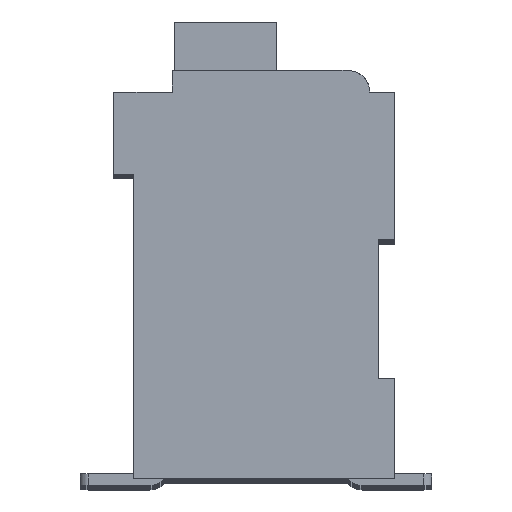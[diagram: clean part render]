
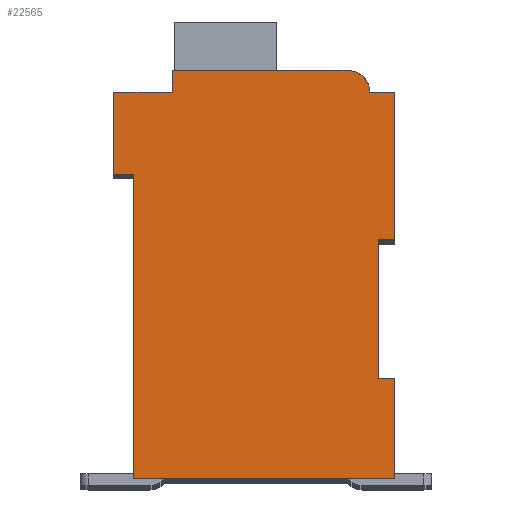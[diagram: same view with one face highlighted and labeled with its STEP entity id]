
A CAD part, top view. The second image highlights one B-rep face of the part: STEP entity #22565.
In plain terms, the highlighted planar face has unit normal (0, 0, 1).
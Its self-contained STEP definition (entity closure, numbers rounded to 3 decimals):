
#5450=DIRECTION('',(1.,0.,0.));
#5451=VECTOR('',#5450,0.5);
#5452=CARTESIAN_POINT('',(7.3,7.15,2.1));
#5453=LINE('',#5452,#5451);
#5454=DIRECTION('',(0.,1.,0.));
#5455=VECTOR('',#5454,4.15);
#5456=CARTESIAN_POINT('',(7.3,3.,2.1));
#5457=LINE('',#5456,#5455);
#5458=DIRECTION('',(-1.,0.,0.));
#5459=VECTOR('',#5458,0.5);
#5460=CARTESIAN_POINT('',(7.8,3.,2.1));
#5461=LINE('',#5460,#5459);
#5462=DIRECTION('',(0.,1.,0.));
#5463=VECTOR('',#5462,3.);
#5464=CARTESIAN_POINT('',(7.8,0.,2.1));
#5465=LINE('',#5464,#5463);
#5466=DIRECTION('',(1.,0.,0.));
#5467=VECTOR('',#5466,7.8);
#5468=CARTESIAN_POINT('',(0.,0.,2.1));
#5469=LINE('',#5468,#5467);
#5470=DIRECTION('',(0.,-1.,0.));
#5471=VECTOR('',#5470,9.1);
#5472=CARTESIAN_POINT('',(0.,9.1,2.1));
#5473=LINE('',#5472,#5471);
#5474=DIRECTION('',(1.,0.,0.));
#5475=VECTOR('',#5474,0.6);
#5476=CARTESIAN_POINT('',(-0.6,9.1,2.1));
#5477=LINE('',#5476,#5475);
#5478=DIRECTION('',(0.,-1.,0.));
#5479=VECTOR('',#5478,2.45);
#5480=CARTESIAN_POINT('',(-0.6,11.55,2.1));
#5481=LINE('',#5480,#5479);
#5482=DIRECTION('',(-1.,0.,0.));
#5483=VECTOR('',#5482,1.75);
#5484=CARTESIAN_POINT('',(1.15,11.55,2.1));
#5485=LINE('',#5484,#5483);
#5486=DIRECTION('',(0.,-1.,0.));
#5487=VECTOR('',#5486,0.65);
#5488=CARTESIAN_POINT('',(1.15,12.2,2.1));
#5489=LINE('',#5488,#5487);
#5490=DIRECTION('',(-1.,0.,0.));
#5491=VECTOR('',#5490,5.25);
#5492=CARTESIAN_POINT('',(6.4,12.2,2.1));
#5493=LINE('',#5492,#5491);
#5494=CARTESIAN_POINT('',(6.4,11.55,2.1));
#5495=DIRECTION('',(0.,0.,1.));
#5496=DIRECTION('',(1.,0.,0.));
#5497=AXIS2_PLACEMENT_3D('',#5494,#5495,#5496);
#5499=DIRECTION('',(-1.,0.,0.));
#5500=VECTOR('',#5499,0.75);
#5501=CARTESIAN_POINT('',(7.8,11.55,2.1));
#5502=LINE('',#5501,#5500);
#5503=DIRECTION('',(0.,1.,0.));
#5504=VECTOR('',#5503,4.4);
#5505=CARTESIAN_POINT('',(7.8,7.15,2.1));
#5506=LINE('',#5505,#5504);
#13195=CARTESIAN_POINT('',(7.3,7.15,2.1));
#13196=CARTESIAN_POINT('',(7.8,7.15,2.1));
#13197=VERTEX_POINT('',#13195);
#13198=VERTEX_POINT('',#13196);
#13199=CARTESIAN_POINT('',(7.8,11.55,2.1));
#13200=VERTEX_POINT('',#13199);
#13201=CARTESIAN_POINT('',(7.05,11.55,2.1));
#13202=VERTEX_POINT('',#13201);
#13203=CARTESIAN_POINT('',(6.4,12.2,2.1));
#13204=VERTEX_POINT('',#13203);
#13205=CARTESIAN_POINT('',(1.15,12.2,2.1));
#13206=VERTEX_POINT('',#13205);
#13207=CARTESIAN_POINT('',(1.15,11.55,2.1));
#13208=VERTEX_POINT('',#13207);
#13209=CARTESIAN_POINT('',(-0.6,11.55,2.1));
#13210=VERTEX_POINT('',#13209);
#13211=CARTESIAN_POINT('',(-0.6,9.1,2.1));
#13212=VERTEX_POINT('',#13211);
#13213=CARTESIAN_POINT('',(0.,9.1,2.1));
#13214=VERTEX_POINT('',#13213);
#13215=CARTESIAN_POINT('',(0.,0.,2.1));
#13216=VERTEX_POINT('',#13215);
#13217=CARTESIAN_POINT('',(7.8,0.,2.1));
#13218=VERTEX_POINT('',#13217);
#13219=CARTESIAN_POINT('',(7.8,3.,2.1));
#13220=VERTEX_POINT('',#13219);
#13221=CARTESIAN_POINT('',(7.3,3.,2.1));
#13222=VERTEX_POINT('',#13221);
#22544=CARTESIAN_POINT('',(0.,0.,2.1));
#22545=DIRECTION('',(0.,0.,1.));
#22546=DIRECTION('',(1.,0.,0.));
#22547=AXIS2_PLACEMENT_3D('',#22544,#22545,#22546);
#22548=PLANE('',#22547);
#22549=ORIENTED_EDGE('',*,*,#17356,.F.);
#22550=ORIENTED_EDGE('',*,*,#17974,.F.);
#22551=ORIENTED_EDGE('',*,*,#18466,.F.);
#22552=ORIENTED_EDGE('',*,*,#18791,.F.);
#22553=ORIENTED_EDGE('',*,*,#19172,.F.);
#22554=ORIENTED_EDGE('',*,*,#19730,.F.);
#22555=ORIENTED_EDGE('',*,*,#19908,.F.);
#22556=ORIENTED_EDGE('',*,*,#20269,.F.);
#22557=ORIENTED_EDGE('',*,*,#20677,.F.);
#22558=ORIENTED_EDGE('',*,*,#21274,.F.);
#22559=ORIENTED_EDGE('',*,*,#21740,.F.);
#22560=ORIENTED_EDGE('',*,*,#20728,.F.);
#22561=ORIENTED_EDGE('',*,*,#21105,.F.);
#22562=ORIENTED_EDGE('',*,*,#17869,.F.);
#22563=EDGE_LOOP('',(#22549,#22550,#22551,#22552,#22553,#22554,#22555,#22556,
#22557,#22558,#22559,#22560,#22561,#22562));
#22564=FACE_OUTER_BOUND('',#22563,.F.);
#5498=CIRCLE('',#5497,0.65);
#17356=EDGE_CURVE('',#13197,#13198,#5453,.T.);
#17869=EDGE_CURVE('',#13198,#13200,#5506,.T.);
#17974=EDGE_CURVE('',#13222,#13197,#5457,.T.);
#18466=EDGE_CURVE('',#13220,#13222,#5461,.T.);
#18791=EDGE_CURVE('',#13218,#13220,#5465,.T.);
#19172=EDGE_CURVE('',#13216,#13218,#5469,.T.);
#19730=EDGE_CURVE('',#13214,#13216,#5473,.T.);
#19908=EDGE_CURVE('',#13212,#13214,#5477,.T.);
#20269=EDGE_CURVE('',#13210,#13212,#5481,.T.);
#20677=EDGE_CURVE('',#13208,#13210,#5485,.T.);
#20728=EDGE_CURVE('',#13202,#13204,#5498,.T.);
#21105=EDGE_CURVE('',#13200,#13202,#5502,.T.);
#21274=EDGE_CURVE('',#13206,#13208,#5489,.T.);
#21740=EDGE_CURVE('',#13204,#13206,#5493,.T.);
#22565=ADVANCED_FACE('',(#22564),#22548,.T.);
